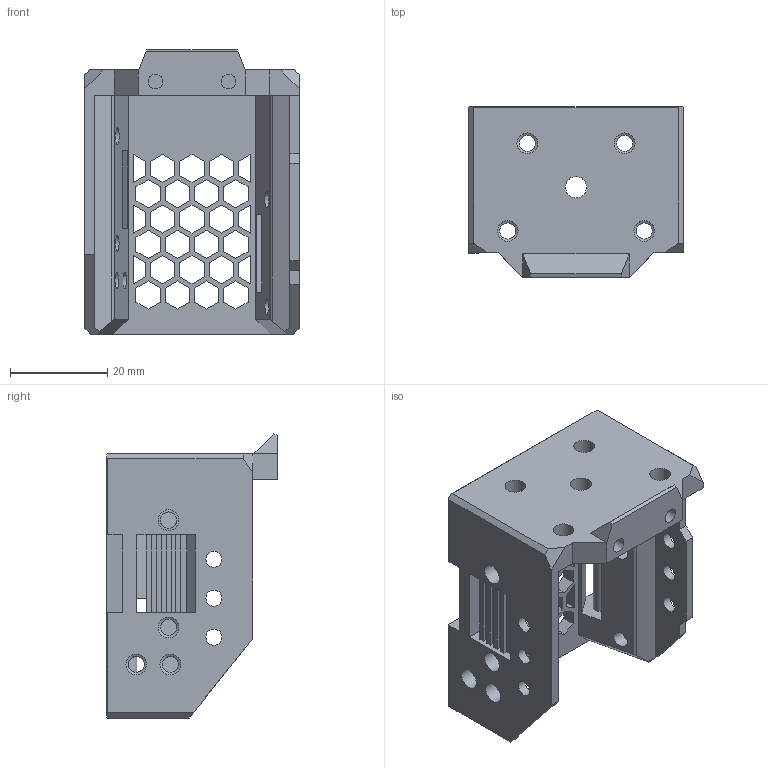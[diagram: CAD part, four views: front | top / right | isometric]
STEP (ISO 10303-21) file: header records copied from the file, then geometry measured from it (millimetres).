
FILE_DESCRIPTION(/* description */ (''),/* implementation_level */ '2;1');
FILE_NAME(/* name */ 'front_universal-coreception-3.0-insert.step',/* time_stamp */ '2022-06-16T12:28:35-05:00',/* author */ (''),/* organization */ (''),/* preprocessor_version */ 'ST-DEVELOPER v19',/* originating_system */ 'Autodesk Translation Framework v11.7.0.108',/* authorisation */ '');
FILE_SCHEMA (('AUTOMOTIVE_DESIGN { 1 0 10303 214 3 1 1 }'));
Length unit declared in the file: millimetre
Products named in the file (1): front_universal_fi
Bounding box: 44 x 35 x 58.29 mm (x, y, z)
Volume: 20719.7 mm3; surface area: 14701.2 mm2
Topology: 1 solids, 1 shells, 317 faces, 919 edges, 610 vertices
Faces by surface type: plane 264, cylinder 41, cone 12
Full cylindrical faces by diameter (mm): 3 x2, 3.3 x18, 3.4 x2, 4.25 x14, 4.35 x1
Entity records: 10539 total; most frequent: CARTESIAN_POINT 1847, ORIENTED_EDGE 1838, DIRECTION 1653, EDGE_CURVE 919, LINE 821, VECTOR 821, VERTEX_POINT 610, EDGE_LOOP 419
